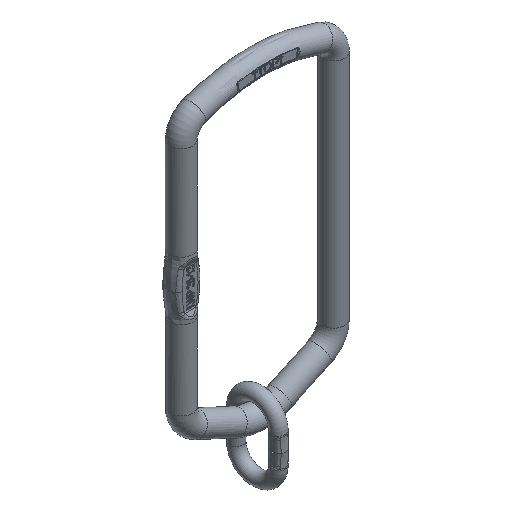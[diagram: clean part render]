
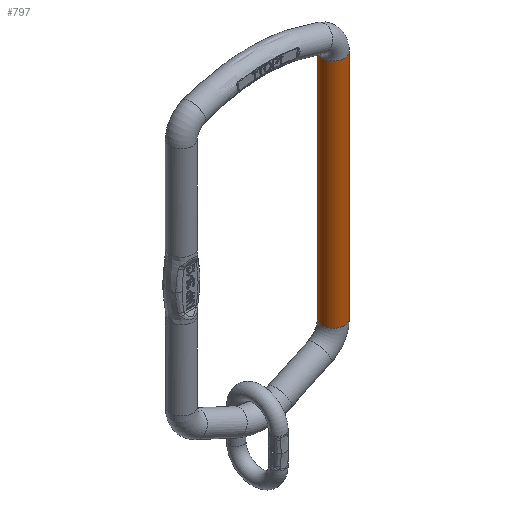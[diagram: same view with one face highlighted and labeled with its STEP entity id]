
A CAD part, isometric view. The second image highlights one B-rep face of the part: STEP entity #797.
In plain terms, the highlighted cylindrical face has radius 13.5 mm (diameter 27 mm), a full revolution.
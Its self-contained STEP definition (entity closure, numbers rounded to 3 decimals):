
#248=CYLINDRICAL_SURFACE('',#7614,13.5);
#719=CIRCLE('',#7611,13.5);
#720=CIRCLE('',#7613,13.5);
#797=ADVANCED_FACE('',(#2145,#2146),#248,.T.);
#2145=FACE_BOUND('',#2250,.T.);
#2146=FACE_BOUND('',#2251,.T.);
#2250=EDGE_LOOP('',(#2972));
#2251=EDGE_LOOP('',(#2973));
#2972=ORIENTED_EDGE('',*,*,#5809,.F.);
#2973=ORIENTED_EDGE('',*,*,#5808,.T.);
#5081=VERTEX_POINT('',#11083);
#5082=VERTEX_POINT('',#11086);
#5808=EDGE_CURVE('',#5081,#5081,#719,.T.);
#5809=EDGE_CURVE('',#5082,#5082,#720,.T.);
#7611=AXIS2_PLACEMENT_3D('',#11082,#8104,#8105);
#7613=AXIS2_PLACEMENT_3D('',#11085,#8108,#8109);
#7614=AXIS2_PLACEMENT_3D('',#11087,#8110,#8111);
#8104=DIRECTION('',(0.,0.,1.));
#8105=DIRECTION('',(0.,1.,0.));
#8108=DIRECTION('',(0.,0.,1.));
#8109=DIRECTION('',(0.,1.,0.));
#8110=DIRECTION('',(0.,0.,-1.));
#8111=DIRECTION('',(0.,1.,0.));
#11082=CARTESIAN_POINT('',(0.,91.,-129.474));
#11083=CARTESIAN_POINT('',(0.,104.5,-129.474));
#11085=CARTESIAN_POINT('',(0.,91.,147.606));
#11086=CARTESIAN_POINT('',(0.,104.5,147.606));
#11087=CARTESIAN_POINT('',(0.,91.,147.606));
